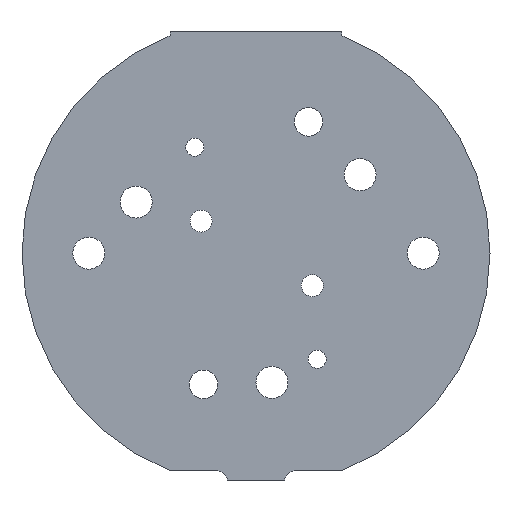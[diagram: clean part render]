
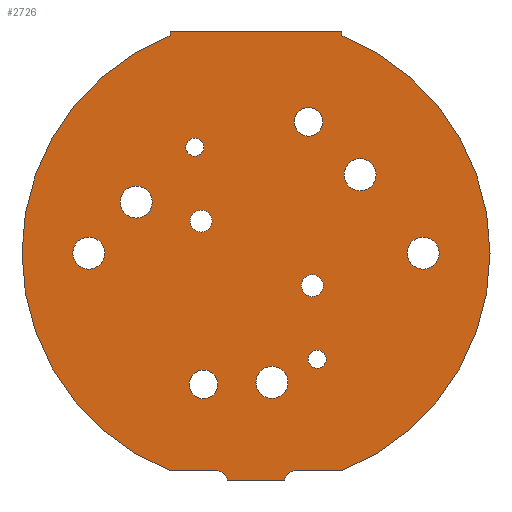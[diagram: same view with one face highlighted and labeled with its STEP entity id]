
A CAD part, front view. The second image highlights one B-rep face of the part: STEP entity #2726.
In plain terms, the highlighted planar face has unit normal (0, -1, 0).
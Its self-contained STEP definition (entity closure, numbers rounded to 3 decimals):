
#50=FACE_BOUND('',#435,.T.);
#51=FACE_BOUND('',#436,.T.);
#52=FACE_BOUND('',#437,.T.);
#53=FACE_BOUND('',#438,.T.);
#54=FACE_BOUND('',#439,.T.);
#55=FACE_BOUND('',#440,.T.);
#56=FACE_BOUND('',#441,.T.);
#57=FACE_BOUND('',#442,.T.);
#58=FACE_BOUND('',#443,.T.);
#59=FACE_BOUND('',#444,.T.);
#60=FACE_BOUND('',#445,.T.);
#63=CIRCLE('',#2866,1.675);
#65=CIRCLE('',#2869,1.675);
#67=CIRCLE('',#2872,1.5);
#69=CIRCLE('',#2875,1.675);
#71=CIRCLE('',#2878,1.675);
#73=CIRCLE('',#2881,1.5);
#75=CIRCLE('',#2884,1.15);
#77=CIRCLE('',#2887,1.675);
#79=CIRCLE('',#2890,1.15);
#81=CIRCLE('',#2893,0.95);
#83=CIRCLE('',#2896,0.95);
#86=CIRCLE('',#2903,24.5);
#88=CIRCLE('',#2907,1.049);
#90=CIRCLE('',#2911,1.049);
#92=CIRCLE('',#2915,24.5);
#253=FACE_OUTER_BOUND('',#434,.T.);
#434=EDGE_LOOP('',(#2367,#2368,#2369,#2370,#2371,#2372,#2373,#2374,#2375,
#2376));
#435=EDGE_LOOP('',(#2377));
#436=EDGE_LOOP('',(#2378));
#437=EDGE_LOOP('',(#2379));
#438=EDGE_LOOP('',(#2380));
#439=EDGE_LOOP('',(#2381));
#440=EDGE_LOOP('',(#2382));
#441=EDGE_LOOP('',(#2383));
#442=EDGE_LOOP('',(#2384));
#443=EDGE_LOOP('',(#2385));
#444=EDGE_LOOP('',(#2386));
#445=EDGE_LOOP('',(#2387));
#748=LINE('',#4277,#1070);
#751=LINE('',#4283,#1073);
#754=LINE('',#4289,#1076);
#758=LINE('',#4301,#1080);
#762=LINE('',#4313,#1084);
#766=LINE('',#4325,#1088);
#1070=VECTOR('',#3538,10.);
#1073=VECTOR('',#3543,10.);
#1076=VECTOR('',#3548,10.);
#1080=VECTOR('',#3560,10.);
#1084=VECTOR('',#3572,10.);
#1088=VECTOR('',#3584,10.);
#1284=VERTEX_POINT('',#4205);
#1286=VERTEX_POINT('',#4211);
#1288=VERTEX_POINT('',#4217);
#1290=VERTEX_POINT('',#4223);
#1292=VERTEX_POINT('',#4229);
#1294=VERTEX_POINT('',#4235);
#1296=VERTEX_POINT('',#4241);
#1298=VERTEX_POINT('',#4247);
#1300=VERTEX_POINT('',#4253);
#1302=VERTEX_POINT('',#4259);
#1304=VERTEX_POINT('',#4265);
#1308=VERTEX_POINT('',#4274);
#1309=VERTEX_POINT('',#4276);
#1311=VERTEX_POINT('',#4282);
#1313=VERTEX_POINT('',#4288);
#1315=VERTEX_POINT('',#4294);
#1317=VERTEX_POINT('',#4300);
#1319=VERTEX_POINT('',#4306);
#1321=VERTEX_POINT('',#4312);
#1323=VERTEX_POINT('',#4318);
#1325=VERTEX_POINT('',#4324);
#1617=EDGE_CURVE('',#1284,#1284,#63,.T.);
#1620=EDGE_CURVE('',#1286,#1286,#65,.T.);
#1623=EDGE_CURVE('',#1288,#1288,#67,.T.);
#1626=EDGE_CURVE('',#1290,#1290,#69,.T.);
#1629=EDGE_CURVE('',#1292,#1292,#71,.T.);
#1632=EDGE_CURVE('',#1294,#1294,#73,.T.);
#1635=EDGE_CURVE('',#1296,#1296,#75,.T.);
#1638=EDGE_CURVE('',#1298,#1298,#77,.T.);
#1641=EDGE_CURVE('',#1300,#1300,#79,.T.);
#1644=EDGE_CURVE('',#1302,#1302,#81,.T.);
#1647=EDGE_CURVE('',#1304,#1304,#83,.T.);
#1652=EDGE_CURVE('',#1309,#1308,#748,.T.);
#1655=EDGE_CURVE('',#1311,#1309,#751,.T.);
#1658=EDGE_CURVE('',#1313,#1311,#754,.T.);
#1661=EDGE_CURVE('',#1315,#1313,#86,.T.);
#1664=EDGE_CURVE('',#1317,#1315,#758,.T.);
#1667=EDGE_CURVE('',#1319,#1317,#88,.T.);
#1670=EDGE_CURVE('',#1321,#1319,#762,.T.);
#1673=EDGE_CURVE('',#1323,#1321,#90,.T.);
#1676=EDGE_CURVE('',#1325,#1323,#766,.T.);
#1679=EDGE_CURVE('',#1308,#1325,#92,.T.);
#2367=ORIENTED_EDGE('',*,*,#1679,.T.);
#2368=ORIENTED_EDGE('',*,*,#1676,.T.);
#2369=ORIENTED_EDGE('',*,*,#1673,.T.);
#2370=ORIENTED_EDGE('',*,*,#1670,.T.);
#2371=ORIENTED_EDGE('',*,*,#1667,.T.);
#2372=ORIENTED_EDGE('',*,*,#1664,.T.);
#2373=ORIENTED_EDGE('',*,*,#1661,.T.);
#2374=ORIENTED_EDGE('',*,*,#1658,.T.);
#2375=ORIENTED_EDGE('',*,*,#1655,.T.);
#2376=ORIENTED_EDGE('',*,*,#1652,.T.);
#2377=ORIENTED_EDGE('',*,*,#1647,.T.);
#2378=ORIENTED_EDGE('',*,*,#1644,.T.);
#2379=ORIENTED_EDGE('',*,*,#1641,.T.);
#2380=ORIENTED_EDGE('',*,*,#1638,.T.);
#2381=ORIENTED_EDGE('',*,*,#1635,.T.);
#2382=ORIENTED_EDGE('',*,*,#1632,.T.);
#2383=ORIENTED_EDGE('',*,*,#1629,.T.);
#2384=ORIENTED_EDGE('',*,*,#1626,.T.);
#2385=ORIENTED_EDGE('',*,*,#1623,.T.);
#2386=ORIENTED_EDGE('',*,*,#1620,.T.);
#2387=ORIENTED_EDGE('',*,*,#1617,.T.);
#2516=PLANE('',#2917);
#2726=ADVANCED_FACE('',(#253,#50,#51,#52,#53,#54,#55,#56,#57,#58,#59,#60),
#2516,.F.);
#2866=AXIS2_PLACEMENT_3D('',#4206,#3459,#3460);
#2869=AXIS2_PLACEMENT_3D('',#4212,#3466,#3467);
#2872=AXIS2_PLACEMENT_3D('',#4218,#3473,#3474);
#2875=AXIS2_PLACEMENT_3D('',#4224,#3480,#3481);
#2878=AXIS2_PLACEMENT_3D('',#4230,#3487,#3488);
#2881=AXIS2_PLACEMENT_3D('',#4236,#3494,#3495);
#2884=AXIS2_PLACEMENT_3D('',#4242,#3501,#3502);
#2887=AXIS2_PLACEMENT_3D('',#4248,#3508,#3509);
#2890=AXIS2_PLACEMENT_3D('',#4254,#3515,#3516);
#2893=AXIS2_PLACEMENT_3D('',#4260,#3522,#3523);
#2896=AXIS2_PLACEMENT_3D('',#4266,#3529,#3530);
#2903=AXIS2_PLACEMENT_3D('',#4295,#3554,#3555);
#2907=AXIS2_PLACEMENT_3D('',#4307,#3566,#3567);
#2911=AXIS2_PLACEMENT_3D('',#4319,#3578,#3579);
#2915=AXIS2_PLACEMENT_3D('',#4329,#3590,#3591);
#2917=AXIS2_PLACEMENT_3D('',#4331,#3594,#3595);
#3459=DIRECTION('center_axis',(0.,1.,0.));
#3460=DIRECTION('ref_axis',(1.,0.,0.));
#3466=DIRECTION('center_axis',(0.,1.,0.));
#3467=DIRECTION('ref_axis',(1.,0.,0.));
#3473=DIRECTION('center_axis',(0.,1.,0.));
#3474=DIRECTION('ref_axis',(1.,0.,0.));
#3480=DIRECTION('center_axis',(0.,1.,0.));
#3481=DIRECTION('ref_axis',(1.,0.,0.));
#3487=DIRECTION('center_axis',(0.,1.,0.));
#3488=DIRECTION('ref_axis',(1.,0.,0.));
#3494=DIRECTION('center_axis',(0.,1.,0.));
#3495=DIRECTION('ref_axis',(1.,0.,0.));
#3501=DIRECTION('center_axis',(0.,1.,0.));
#3502=DIRECTION('ref_axis',(1.,0.,0.));
#3508=DIRECTION('center_axis',(0.,1.,0.));
#3509=DIRECTION('ref_axis',(1.,0.,0.));
#3515=DIRECTION('center_axis',(0.,1.,0.));
#3516=DIRECTION('ref_axis',(1.,0.,0.));
#3522=DIRECTION('center_axis',(0.,1.,0.));
#3523=DIRECTION('ref_axis',(1.,0.,0.));
#3529=DIRECTION('center_axis',(0.,1.,0.));
#3530=DIRECTION('ref_axis',(1.,0.,0.));
#3538=DIRECTION('',(0.,0.,-1.));
#3543=DIRECTION('',(-1.,0.,0.));
#3548=DIRECTION('',(0.,0.,1.));
#3554=DIRECTION('center_axis',(0.,-1.,0.));
#3555=DIRECTION('ref_axis',(0.367,0.,0.93));
#3560=DIRECTION('',(1.,0.,0.));
#3566=DIRECTION('center_axis',(0.,1.,0.));
#3567=DIRECTION('ref_axis',(-0.999,0.,0.047));
#3572=DIRECTION('',(1.,0.,0.));
#3578=DIRECTION('center_axis',(0.,1.,0.));
#3579=DIRECTION('ref_axis',(0.,0.,1.));
#3584=DIRECTION('',(1.,0.,0.));
#3590=DIRECTION('center_axis',(0.,-1.,0.));
#3591=DIRECTION('ref_axis',(0.367,0.,0.93));
#3594=DIRECTION('center_axis',(0.,1.,0.));
#3595=DIRECTION('ref_axis',(1.,0.,0.));
#4205=CARTESIAN_POINT('',(-17.222,-2.,6.85));
#4206=CARTESIAN_POINT('Origin',(-15.547,-2.,6.85));
#4211=CARTESIAN_POINT('',(6.22,-2.,9.707));
#4212=CARTESIAN_POINT('Origin',(7.895,-2.,9.707));
#4217=CARTESIAN_POINT('',(1.,-2.,15.25));
#4218=CARTESIAN_POINT('Origin',(2.5,-2.,15.25));
#4223=CARTESIAN_POINT('',(-3.001,-2.,-12.037));
#4224=CARTESIAN_POINT('Origin',(-1.326,-2.,-12.037));
#4229=CARTESIAN_POINT('',(-22.175,-2.,1.5));
#4230=CARTESIAN_POINT('Origin',(-20.5,-2.,1.5));
#4235=CARTESIAN_POINT('',(-10.,-2.,-12.25));
#4236=CARTESIAN_POINT('Origin',(-8.5,-2.,-12.25));
#4241=CARTESIAN_POINT('',(-9.9,-2.,4.85));
#4242=CARTESIAN_POINT('Origin',(-8.75,-2.,4.85));
#4247=CARTESIAN_POINT('',(12.825,-2.,1.5));
#4248=CARTESIAN_POINT('Origin',(14.5,-2.,1.5));
#4253=CARTESIAN_POINT('',(1.75,-2.,-1.9));
#4254=CARTESIAN_POINT('Origin',(2.9,-2.,-1.9));
#4259=CARTESIAN_POINT('',(2.45,-2.,-9.6));
#4260=CARTESIAN_POINT('Origin',(3.4,-2.,-9.6));
#4265=CARTESIAN_POINT('',(-10.35,-2.,12.6));
#4266=CARTESIAN_POINT('Origin',(-9.4,-2.,12.6));
#4274=CARTESIAN_POINT('',(-12.,-2.,24.287));
#4276=CARTESIAN_POINT('',(-12.,-2.,24.7));
#4277=CARTESIAN_POINT('',(-12.,-2.,24.287));
#4282=CARTESIAN_POINT('',(6.,-2.,24.7));
#4283=CARTESIAN_POINT('',(-12.,-2.,24.7));
#4288=CARTESIAN_POINT('',(6.,-2.,24.287));
#4289=CARTESIAN_POINT('',(6.,-2.,24.7));
#4294=CARTESIAN_POINT('',(5.967,-2.,-21.3));
#4295=CARTESIAN_POINT('Origin',(-3.,-2.,1.5));
#4300=CARTESIAN_POINT('',(1.034,-2.,-21.3));
#4301=CARTESIAN_POINT('',(1.034,-2.,-21.3));
#4306=CARTESIAN_POINT('',(-0.014,-2.,-22.3));
#4307=CARTESIAN_POINT('Origin',(1.034,-2.,-22.349));
#4312=CARTESIAN_POINT('',(-5.986,-2.,-22.3));
#4313=CARTESIAN_POINT('',(-5.986,-2.,-22.3));
#4318=CARTESIAN_POINT('',(-7.034,-2.,-21.3));
#4319=CARTESIAN_POINT('Origin',(-7.034,-2.,-22.349));
#4324=CARTESIAN_POINT('',(-11.967,-2.,-21.3));
#4325=CARTESIAN_POINT('',(-11.967,-2.,-21.3));
#4329=CARTESIAN_POINT('Origin',(-3.,-2.,1.5));
#4331=CARTESIAN_POINT('Origin',(-3.,-2.,1.2));
